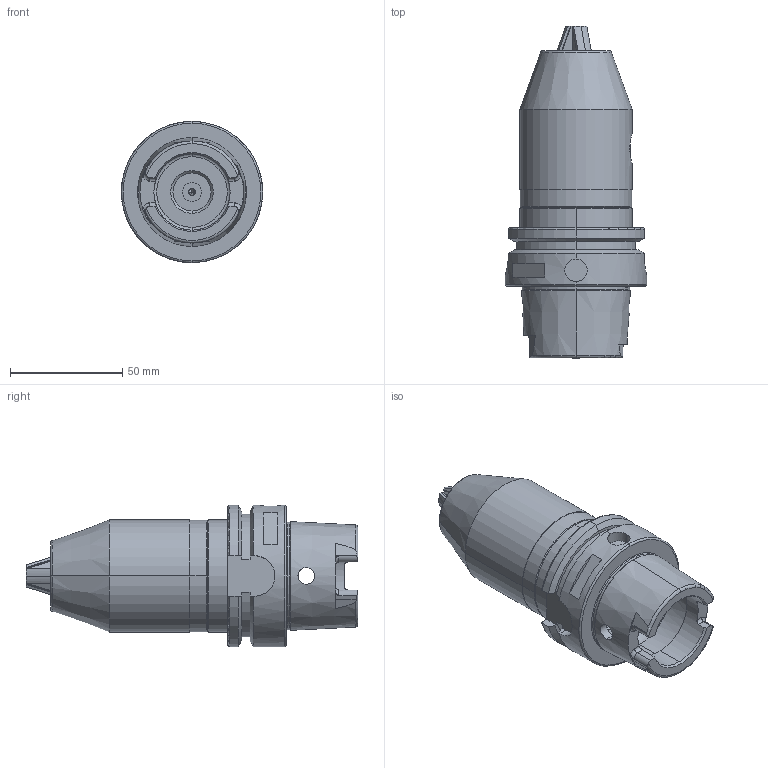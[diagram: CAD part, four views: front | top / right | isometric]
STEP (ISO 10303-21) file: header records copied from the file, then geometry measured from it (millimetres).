
FILE_DESCRIPTION (( 'STEP AP203' ), '1' );
FILE_NAME ('A63.15.13.1-HK22104.STEP', '2017-04-10T10:54:04', ( '' ), ( '' ), 'SwSTEP 2.0', 'SolidWorks 2013', '' );
FILE_SCHEMA (( 'CONFIG_CONTROL_DESIGN' ));
Length unit declared in the file: millimetre
Products named in the file (13): HK22104-01C; SB01-8001; 1331402-01F-; KR02-9096; 1331402-0200H; 1331402D------; 1331503-03B; A63.15.13.1-HK22104; 1331402-04D; 1331402-05C; 1331402-06F; 1331402-08B; 1332401-103E
Assembly tree (13 placements, depth 3):
  KR02-9096
  A63.15.13.1-HK22104
    HK22104-01C
    1331402D------
      1331402-01F-
      1331402-0200H
      1331503-03B
      1331402-04D
      1331402-05C
      1331402-06F
      1331402-08B
      1332401-103E  x3
      SB01-8001
Bounding box: 63 x 147.98 x 63 mm (x, y, z)
Volume: 198269.6 mm3; surface area: 75795.6 mm2
Topology: 12 solids, 12 shells, 1029 faces, 2785 edges, 1779 vertices
Faces by surface type: cylinder 382, plane 324, cone 217, torus 93, bspline 13
Entity records: 40208 total; most frequent: CARTESIAN_POINT 16072, ORIENTED_EDGE 5254, DIRECTION 4274, EDGE_CURVE 2627, AXIS2_PLACEMENT_3D 1749, VERTEX_POINT 1689, EDGE_LOOP 1028, ADVANCED_FACE 973
